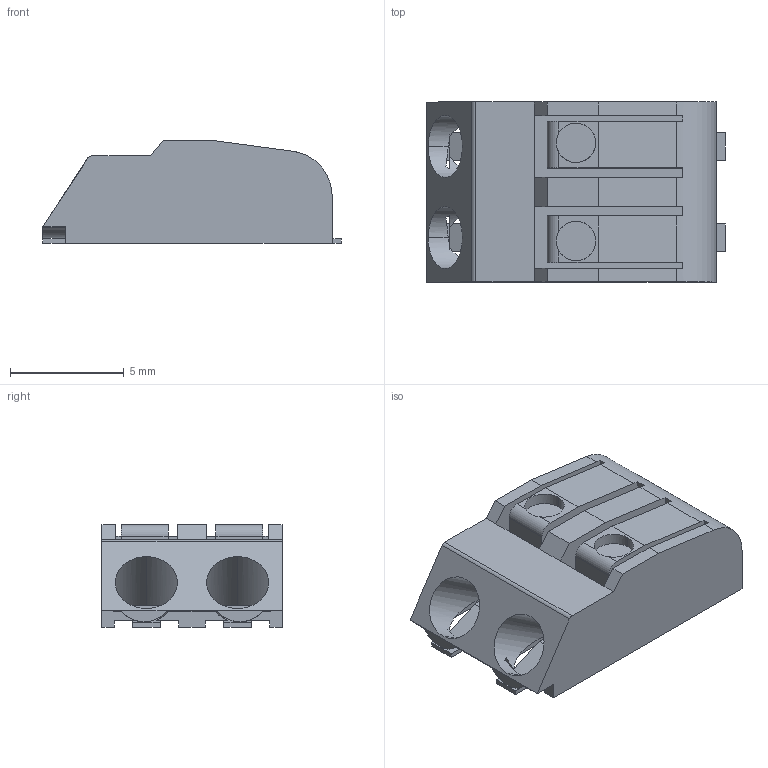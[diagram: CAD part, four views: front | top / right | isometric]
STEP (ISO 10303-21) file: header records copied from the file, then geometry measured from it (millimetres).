
FILE_DESCRIPTION (( 'STEP AP214' ), '1' );
FILE_NAME ('CONN-SMD_2060-452.step', '2022-08-01T03:43:49', ( '' ), ( '' ), 'SwSTEP 2.0', 'SolidWorks 2020', '' );
FILE_SCHEMA (( 'AUTOMOTIVE_DESIGN' ));
Length unit declared in the file: millimetre
Products named in the file (1): CONN-SMD_2060-452
Bounding box: 13.1 x 7.9 x 4.5 mm (x, y, z)
Volume: 302.2 mm3; surface area: 519.7 mm2
Topology: 14 solids, 14 shells, 393 faces, 1066 edges, 708 vertices
Faces by surface type: plane 265, bspline 114, cylinder 14
Entity records: 16776 total; most frequent: CARTESIAN_POINT 4614, ORIENTED_EDGE 2132, DIRECTION 1402, EDGE_CURVE 1066, LINE 774, VECTOR 774, VERTEX_POINT 708, EDGE_LOOP 416
